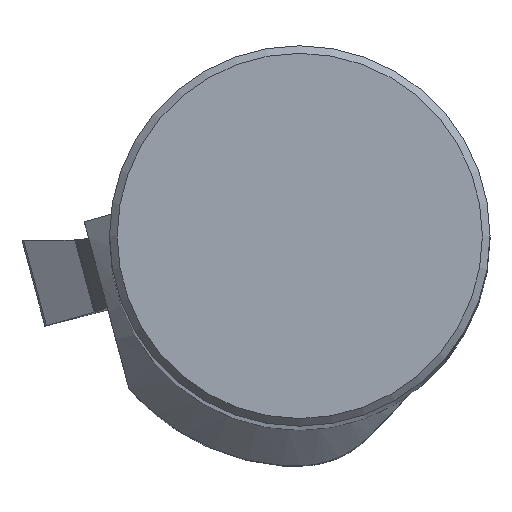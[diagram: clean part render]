
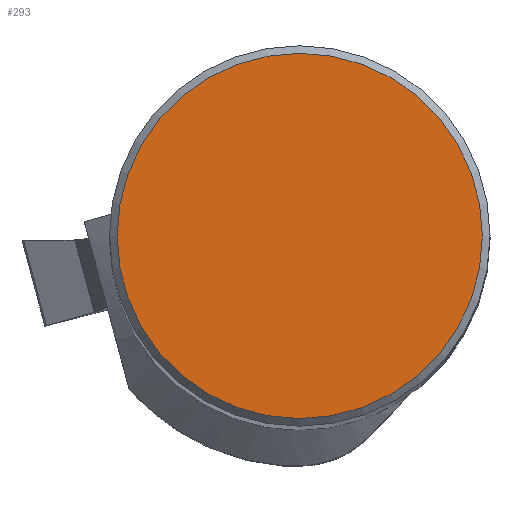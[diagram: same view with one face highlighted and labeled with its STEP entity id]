
A CAD part, top view. The second image highlights one B-rep face of the part: STEP entity #293.
In plain terms, the highlighted planar face has unit normal (0, 0, 1).
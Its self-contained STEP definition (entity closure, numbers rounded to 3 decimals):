
#217=CIRCLE('',#1944,11.991);
#293=ADVANCED_FACE('',(#425),#350,.T.);
#350=PLANE('',#1945);
#425=FACE_OUTER_BOUND('',#515,.T.);
#515=EDGE_LOOP('',(#996));
#996=ORIENTED_EDGE('',*,*,#1449,.T.);
#1215=VERTEX_POINT('',#3818);
#1449=EDGE_CURVE('',#1215,#1215,#217,.T.);
#1944=AXIS2_PLACEMENT_3D('',#3817,#2376,#2377);
#1945=AXIS2_PLACEMENT_3D('',#3819,#2378,#2379);
#2376=DIRECTION('',(0.,0.,1.));
#2377=DIRECTION('',(1.,0.,0.));
#2378=DIRECTION('',(0.,0.,1.));
#2379=DIRECTION('',(1.,0.,0.));
#3817=CARTESIAN_POINT('',(0.,0.,0.));
#3818=CARTESIAN_POINT('',(11.991,0.,0.));
#3819=CARTESIAN_POINT('',(0.,0.,
0.));
